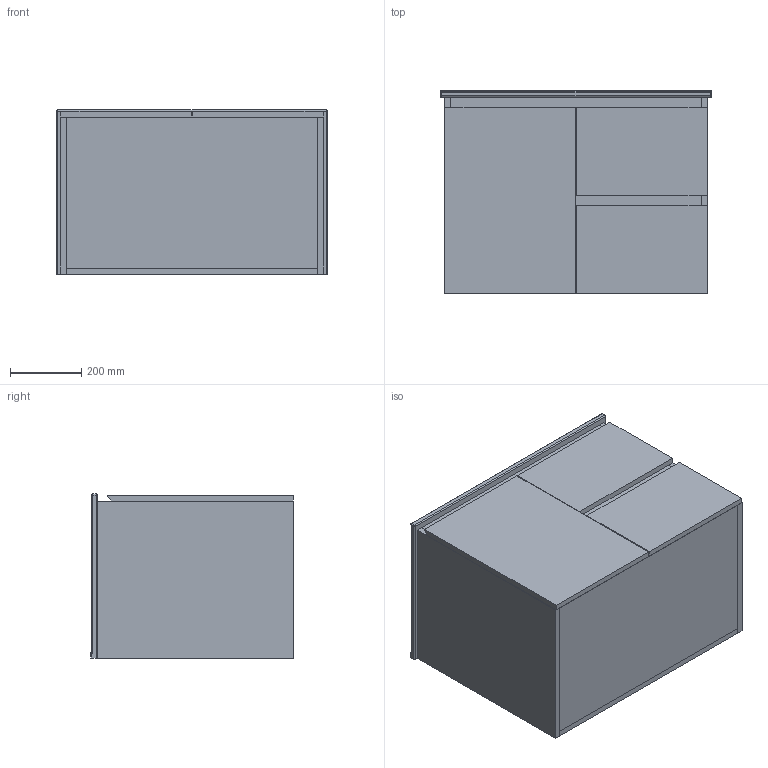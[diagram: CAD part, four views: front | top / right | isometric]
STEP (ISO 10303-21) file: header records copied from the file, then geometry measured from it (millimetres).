
FILE_DESCRIPTION (( 'STEP AP214' ), '1' );
FILE_NAME ('FD Ceramic 750 WH ASSEM.STEP', '2019-03-06T04:52:12', ( '' ), ( '' ), 'SwSTEP 2.0', 'SolidWorks 2015', '' );
FILE_SCHEMA (( 'AUTOMOTIVE_DESIGN' ));
Length unit declared in the file: millimetre
Products named in the file (5): 750 Spirit top ASSEM; FD Ceramic 750 WH ASSEM; 750 Spirit top; CERAMIC OVERFLOW COVER; FD Ceramic 750 WH
Assembly tree (4 placements, depth 3):
  FD Ceramic 750 WH ASSEM
    FD Ceramic 750 WH
    750 Spirit top ASSEM
      750 Spirit top
      CERAMIC OVERFLOW COVER
Bounding box: 760 x 569 x 460 mm (x, y, z)
Volume: 38272153.5 mm3; surface area: 5063102.4 mm2
Topology: 10 solids, 10 shells, 149 faces, 328 edges, 193 vertices
Faces by surface type: plane 95, cylinder 30, sphere 10, torus 8, bspline 6
Entity records: 4665 total; most frequent: CARTESIAN_POINT 982, DIRECTION 692, ORIENTED_EDGE 636, EDGE_CURVE 318, AXIS2_PLACEMENT_3D 235, VECTOR 222, LINE 222, VERTEX_POINT 193
